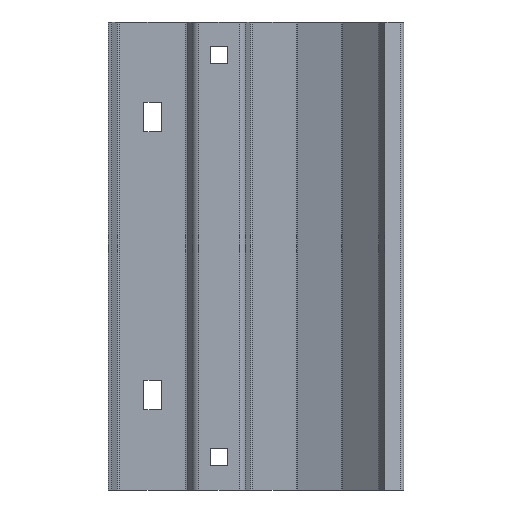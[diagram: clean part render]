
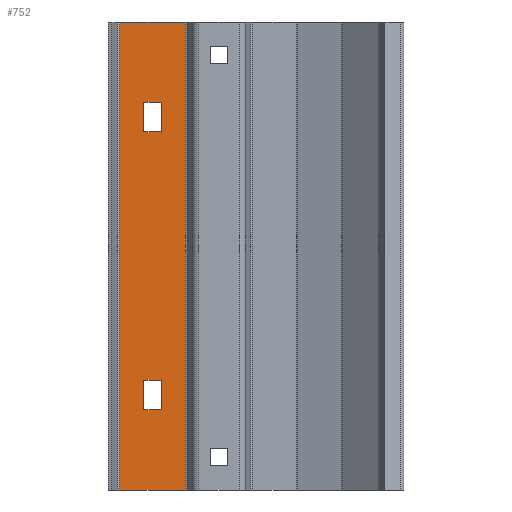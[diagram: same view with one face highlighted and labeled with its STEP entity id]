
A CAD part, left-side view. The second image highlights one B-rep face of the part: STEP entity #752.
In plain terms, the highlighted planar face has unit normal (-1, 0, 0).
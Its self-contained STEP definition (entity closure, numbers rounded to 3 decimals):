
#20 = CARTESIAN_POINT ( 'NONE',  ( 8.5, 23.479, -190. ) ) ;
#30 = ORIENTED_EDGE ( 'NONE', *, *, #2264, .F. ) ;
#124 = DIRECTION ( 'NONE',  ( 0., 0., 1. ) ) ;
#184 = LINE ( 'NONE', #2485, #777 ) ;
#266 = CARTESIAN_POINT ( 'NONE',  ( 8.5, 30.479, -190. ) ) ;
#276 = CARTESIAN_POINT ( 'NONE',  ( 8.5, 11.729, 0. ) ) ;
#350 = CARTESIAN_POINT ( 'NONE',  ( 8.5, 11.729, -32.5 ) ) ;
#363 = CARTESIAN_POINT ( 'NONE',  ( 8.5, 11.729, -145.5 ) ) ;
#444 = LINE ( 'NONE', #276, #1353 ) ;
#456 = VERTEX_POINT ( 'NONE', #2186 ) ;
#457 = DIRECTION ( 'NONE',  ( 0., -1., 0. ) ) ;
#458 = CARTESIAN_POINT ( 'NONE',  ( 8.5, 30.479, -190. ) ) ;
#463 = VECTOR ( 'NONE', #1560, 1000. ) ;
#481 = LINE ( 'NONE', #458, #2062 ) ;
#488 = ORIENTED_EDGE ( 'NONE', *, *, #676, .F. ) ;
#519 = DIRECTION ( 'NONE',  ( 0., -1., 0. ) ) ;
#597 = CARTESIAN_POINT ( 'NONE',  ( 8.5, 23.479, -190. ) ) ;
#645 = DIRECTION ( 'NONE',  ( 0., 0., -1. ) ) ;
#675 = LINE ( 'NONE', #1460, #1398 ) ;
#676 = EDGE_CURVE ( 'NONE', #804, #456, #675, .T. ) ;
#705 = DIRECTION ( 'NONE',  ( 0., 0., 1. ) ) ;
#709 = ORIENTED_EDGE ( 'NONE', *, *, #2403, .F. ) ;
#743 = CARTESIAN_POINT ( 'NONE',  ( 8.5, 11.729, -190. ) ) ;
#744 = ORIENTED_EDGE ( 'NONE', *, *, #2402, .F. ) ;
#752 = ADVANCED_FACE ( 'NONE', ( #1685, #1494, #1318 ), #2421, .T. ) ;
#753 = CARTESIAN_POINT ( 'NONE',  ( 8.5, 30.479, -145.5 ) ) ;
#777 = VECTOR ( 'NONE', #1156, 1000. ) ;
#779 = CARTESIAN_POINT ( 'NONE',  ( 8.5, 23.479, -145.5 ) ) ;
#804 = VERTEX_POINT ( 'NONE', #1075 ) ;
#840 = ORIENTED_EDGE ( 'NONE', *, *, #2041, .F. ) ;
#895 = CARTESIAN_POINT ( 'NONE',  ( 8.5, 13.648, -190. ) ) ;
#931 = DIRECTION ( 'NONE',  ( -1., 0., 0. ) ) ;
#949 = LINE ( 'NONE', #895, #1101 ) ;
#974 = DIRECTION ( 'NONE',  ( 0., 0., 1. ) ) ;
#981 = VECTOR ( 'NONE', #1331, 1000. ) ;
#990 = EDGE_CURVE ( 'NONE', #2272, #1884, #184, .T. ) ;
#1006 = LINE ( 'NONE', #597, #463 ) ;
#1029 = LINE ( 'NONE', #266, #1223 ) ;
#1053 = EDGE_CURVE ( 'NONE', #1884, #1185, #1006, .T. ) ;
#1075 = CARTESIAN_POINT ( 'NONE',  ( 8.5, 30.479, -157.5 ) ) ;
#1101 = VECTOR ( 'NONE', #124, 1000. ) ;
#1119 = CARTESIAN_POINT ( 'NONE',  ( 8.5, 11.729, -190. ) ) ;
#1135 = DIRECTION ( 'NONE',  ( 0., 1., 0. ) ) ;
#1156 = DIRECTION ( 'NONE',  ( 0., -1., 0. ) ) ;
#1185 = VERTEX_POINT ( 'NONE', #1645 ) ;
#1189 = ORIENTED_EDGE ( 'NONE', *, *, #2113, .F. ) ;
#1209 = VECTOR ( 'NONE', #974, 1000. ) ;
#1223 = VECTOR ( 'NONE', #645, 1000. ) ;
#1231 = DIRECTION ( 'NONE',  ( 0., 0., -1. ) ) ;
#1263 = DIRECTION ( 'NONE',  ( 0., -1., 0. ) ) ;
#1273 = VERTEX_POINT ( 'NONE', #2240 ) ;
#1289 = EDGE_LOOP ( 'NONE', ( #488, #30, #709, #1991 ) ) ;
#1318 = FACE_OUTER_BOUND ( 'NONE', #2433, .T. ) ;
#1321 = LINE ( 'NONE', #350, #981 ) ;
#1331 = DIRECTION ( 'NONE',  ( 0., 1., 0. ) ) ;
#1348 = CARTESIAN_POINT ( 'NONE',  ( 8.5, 13.648, -190. ) ) ;
#1353 = VECTOR ( 'NONE', #457, 1000. ) ;
#1375 = EDGE_CURVE ( 'NONE', #456, #1726, #1565, .T. ) ;
#1398 = VECTOR ( 'NONE', #1263, 1000. ) ;
#1411 = CARTESIAN_POINT ( 'NONE',  ( 8.5, 40.311, 0. ) ) ;
#1445 = ORIENTED_EDGE ( 'NONE', *, *, #1053, .F. ) ;
#1460 = CARTESIAN_POINT ( 'NONE',  ( 8.5, 11.729, -157.5 ) ) ;
#1481 = CARTESIAN_POINT ( 'NONE',  ( 8.5, 23.479, -44.5 ) ) ;
#1489 = VERTEX_POINT ( 'NONE', #1411 ) ;
#1490 = CARTESIAN_POINT ( 'NONE',  ( 8.5, 30.479, -32.5 ) ) ;
#1494 = FACE_BOUND ( 'NONE', #1289, .T. ) ;
#1519 = AXIS2_PLACEMENT_3D ( 'NONE', #1119, #931, #2086 ) ;
#1536 = VERTEX_POINT ( 'NONE', #2252 ) ;
#1537 = ORIENTED_EDGE ( 'NONE', *, *, #1548, .T. ) ;
#1543 = VECTOR ( 'NONE', #519, 1000. ) ;
#1548 = EDGE_CURVE ( 'NONE', #1273, #1694, #1858, .T. ) ;
#1560 = DIRECTION ( 'NONE',  ( 0., 0., 1. ) ) ;
#1565 = LINE ( 'NONE', #20, #1209 ) ;
#1600 = EDGE_CURVE ( 'NONE', #1273, #1489, #1680, .T. ) ;
#1645 = CARTESIAN_POINT ( 'NONE',  ( 8.5, 23.479, -32.5 ) ) ;
#1680 = LINE ( 'NONE', #2438, #1752 ) ;
#1685 = FACE_BOUND ( 'NONE', #1786, .T. ) ;
#1694 = VERTEX_POINT ( 'NONE', #1348 ) ;
#1726 = VERTEX_POINT ( 'NONE', #779 ) ;
#1751 = VERTEX_POINT ( 'NONE', #753 ) ;
#1752 = VECTOR ( 'NONE', #705, 1000. ) ;
#1786 = EDGE_LOOP ( 'NONE', ( #1824, #1189, #744, #1445 ) ) ;
#1813 = CARTESIAN_POINT ( 'NONE',  ( 8.5, 30.479, -44.5 ) ) ;
#1822 = VERTEX_POINT ( 'NONE', #1490 ) ;
#1824 = ORIENTED_EDGE ( 'NONE', *, *, #990, .F. ) ;
#1858 = LINE ( 'NONE', #743, #1543 ) ;
#1880 = ORIENTED_EDGE ( 'NONE', *, *, #1600, .F. ) ;
#1884 = VERTEX_POINT ( 'NONE', #1481 ) ;
#1991 = ORIENTED_EDGE ( 'NONE', *, *, #1375, .F. ) ;
#2041 = EDGE_CURVE ( 'NONE', #1489, #1536, #444, .T. ) ;
#2062 = VECTOR ( 'NONE', #1231, 1000. ) ;
#2086 = DIRECTION ( 'NONE',  ( 0., -1., 0. ) ) ;
#2088 = LINE ( 'NONE', #363, #2098 ) ;
#2098 = VECTOR ( 'NONE', #1135, 1000. ) ;
#2113 = EDGE_CURVE ( 'NONE', #1822, #2272, #1029, .T. ) ;
#2186 = CARTESIAN_POINT ( 'NONE',  ( 8.5, 23.479, -157.5 ) ) ;
#2240 = CARTESIAN_POINT ( 'NONE',  ( 8.5, 40.311, -190. ) ) ;
#2252 = CARTESIAN_POINT ( 'NONE',  ( 8.5, 13.648, 0. ) ) ;
#2264 = EDGE_CURVE ( 'NONE', #1751, #804, #481, .T. ) ;
#2272 = VERTEX_POINT ( 'NONE', #1813 ) ;
#2319 = EDGE_CURVE ( 'NONE', #1694, #1536, #949, .T. ) ;
#2402 = EDGE_CURVE ( 'NONE', #1185, #1822, #1321, .T. ) ;
#2403 = EDGE_CURVE ( 'NONE', #1726, #1751, #2088, .T. ) ;
#2421 = PLANE ( 'NONE',  #1519 ) ;
#2433 = EDGE_LOOP ( 'NONE', ( #840, #1880, #1537, #2466 ) ) ;
#2438 = CARTESIAN_POINT ( 'NONE',  ( 8.5, 40.311, -190. ) ) ;
#2466 = ORIENTED_EDGE ( 'NONE', *, *, #2319, .T. ) ;
#2485 = CARTESIAN_POINT ( 'NONE',  ( 8.5, 11.729, -44.5 ) ) ;
